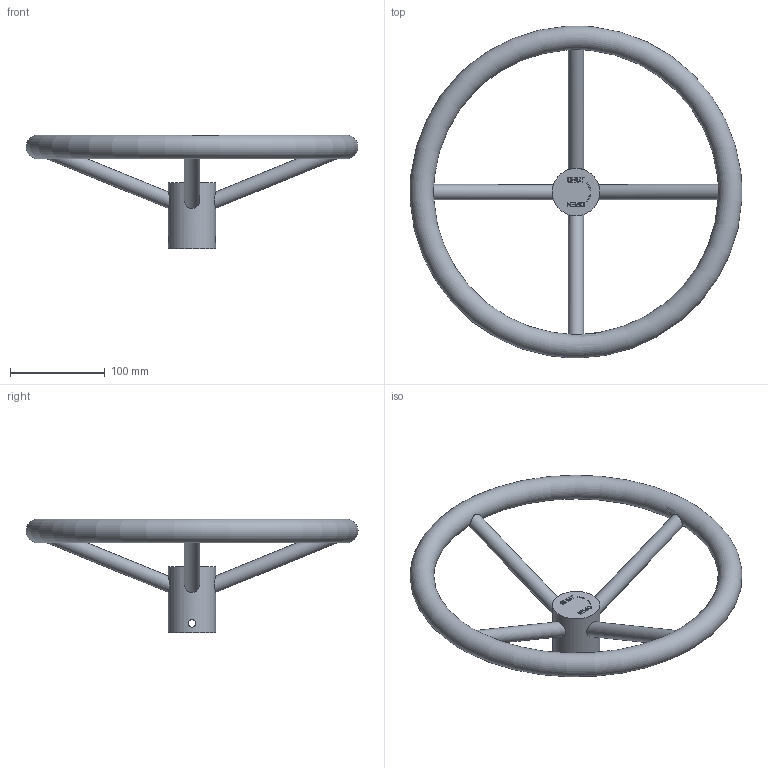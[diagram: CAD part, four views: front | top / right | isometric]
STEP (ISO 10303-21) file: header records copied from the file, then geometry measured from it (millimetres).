
FILE_DESCRIPTION( ( '' ), '1' );
FILE_NAME( 'SG350-30.stp', '2014-07-18T12:37:56', ( 'Robbin Goosen' ), ( 'Rotork Gears' ), 'PSStep 16.0.42', 'Solid Edge ', ' ' );
FILE_SCHEMA( ( 'AUTOMOTIVE_DESIGN { 1 0 10303 214 1 1 1 1 }' ) );
Length unit declared in the file: millimetre
Products named in the file (1): 1
Bounding box: 349.91 x 349.92 x 120 mm (x, y, z)
Volume: 351036.1 mm3; surface area: 194618.8 mm2
Topology: 1 solids, 2 shells, 97 faces, 256 edges, 171 vertices
Faces by surface type: plane 74, cylinder 12, extrusion 8, torus 2, cone 1
Full cylindrical faces by diameter (mm): 8 x2, 16 x4, 30 x1, 50 x1
Entity records: 5141 total; most frequent: CARTESIAN_POINT 2290, ORIENTED_EDGE 460, DIRECTION 302, EDGE_CURVE 230, VERTEX_POINT 163, B_SPLINE_CURVE_WITH_KNOTS 136, EDGE_LOOP 130, FACE_OUTER_BOUND 105
